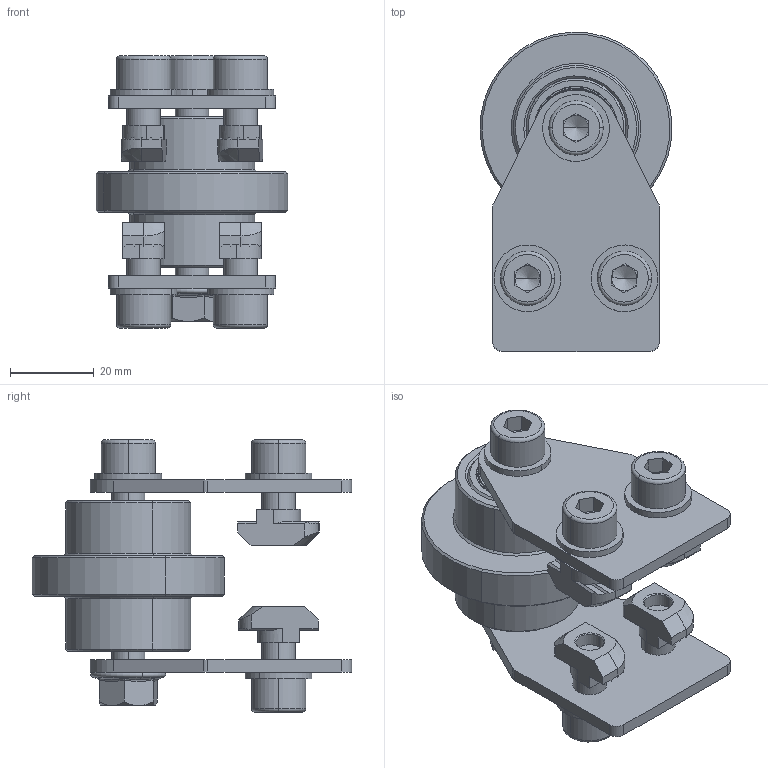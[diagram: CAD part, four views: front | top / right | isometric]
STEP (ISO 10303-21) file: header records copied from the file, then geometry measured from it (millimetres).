
FILE_DESCRIPTION (( 'STEP AP214' ), '1' );
FILE_NAME ('#71 Êîìïëåêò äëÿ ïàðàëëåëüíîãî ïåðåìåùåíèÿ, ñåðèÿ 40.STEP', '2023-07-31T07:36:34', ( '' ), ( '' ), 'SwSTEP 2.0', 'SolidWorks 2022', '' );
FILE_SCHEMA (( 'AUTOMOTIVE_DESIGN' ));
Length unit declared in the file: millimetre
Products named in the file (8): #71 Комплект для параллельного перемещения, серия 40; D58 Винт M8x14 DIN 912_00; D42 Гайка DIN 6923_00; A673 Пластиковый ролик Ø 46 мм для паза 10_00; A683 Кронштейн ролика, паз 10_00; R10 Винт M8x55 DIN 912_00; D45 Т-гайка М8, паз 10_00; D61 Шайба 8_00
Assembly tree (18 placements, depth 2):
  #71 Комплект для параллельного перемещения, серия 40
    D58 Винт M8x14 DIN 912_00  x4
    D61 Шайба 8_00  x5
    A683 Кронштейн ролика, паз 10_00  x2
    A673 Пластиковый ролик Ø 46 мм для паза 10_00
    R10 Винт M8x55 DIN 912_00
    D42 Гайка DIN 6923_00
    D45 Т-гайка М8, паз 10_00  x4
Bounding box: 45.94 x 76.47 x 65.2 mm (x, y, z)
Volume: 54777.6 mm3; surface area: 36902.1 mm2
Topology: 24 solids, 24 shells, 679 faces, 1704 edges, 1077 vertices
Faces by surface type: plane 421, cylinder 126, cone 80, torus 30, bspline 22
Entity records: 16699 total; most frequent: CARTESIAN_POINT 3073, DIRECTION 2088, ORIENTED_EDGE 2044, EDGE_CURVE 1022, AXIS2_PLACEMENT_3D 807, VERTEX_POINT 650, VECTOR 474, LINE 474
